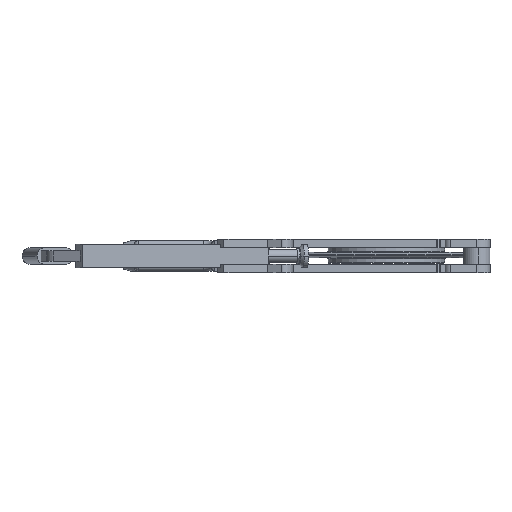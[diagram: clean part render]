
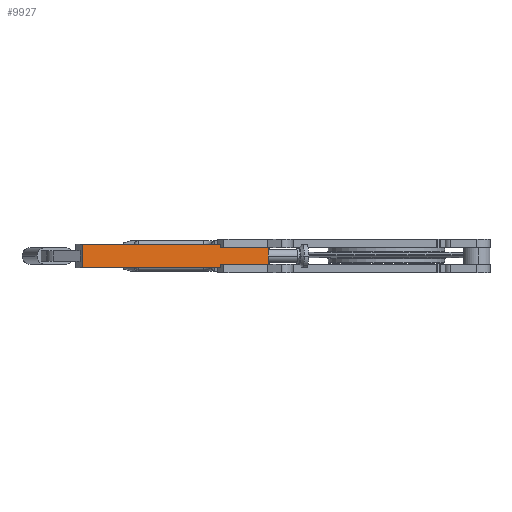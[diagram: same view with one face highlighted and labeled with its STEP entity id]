
A CAD part, left-side view. The second image highlights one B-rep face of the part: STEP entity #9927.
In plain terms, the highlighted planar face has unit normal (-0.985, -0.174, 0).
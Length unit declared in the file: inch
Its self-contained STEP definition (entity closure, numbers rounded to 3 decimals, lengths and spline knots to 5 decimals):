
#38 = DIRECTION ( 'NONE',  ( 0.174, -0.985, 0. ) ) ;
#388 = VECTOR ( 'NONE', #27117, 39.37008 ) ;
#448 = ORIENTED_EDGE ( 'NONE', *, *, #11630, .F. ) ;
#1117 = VERTEX_POINT ( 'NONE', #8715 ) ;
#1952 = ORIENTED_EDGE ( 'NONE', *, *, #4465, .T. ) ;
#2119 = VECTOR ( 'NONE', #4206, 39.37008 ) ;
#2204 = FACE_OUTER_BOUND ( 'NONE', #22224, .T. ) ;
#2312 = ORIENTED_EDGE ( 'NONE', *, *, #10606, .F. ) ;
#2430 = CARTESIAN_POINT ( 'NONE',  ( -0.61418, 0.30901, 0.12205 ) ) ;
#3723 = LINE ( 'NONE', #29974, #11427 ) ;
#4206 = DIRECTION ( 'NONE',  ( 0., 0., -1. ) ) ;
#4325 = LINE ( 'NONE', #27465, #18326 ) ;
#4453 = VERTEX_POINT ( 'NONE', #16255 ) ;
#4465 = EDGE_CURVE ( 'NONE', #4492, #24164, #17498, .T. ) ;
#4492 = VERTEX_POINT ( 'NONE', #9997 ) ;
#6010 = CARTESIAN_POINT ( 'NONE',  ( -0.9799, 2.38331, 0.17717 ) ) ;
#6383 = AXIS2_PLACEMENT_3D ( 'NONE', #9339, #21400, #21095 ) ;
#6857 = VERTEX_POINT ( 'NONE', #15008 ) ;
#7668 = CARTESIAN_POINT ( 'NONE',  ( -0.61418, 0.30901, 0.12205 ) ) ;
#8715 = CARTESIAN_POINT ( 'NONE',  ( -0.61418, 0.30901, -0.12205 ) ) ;
#9110 = ORIENTED_EDGE ( 'NONE', *, *, #16986, .T. ) ;
#9339 = CARTESIAN_POINT ( 'NONE',  ( -0.9799, 2.38331, 0.17717 ) ) ;
#9927 = ADVANCED_FACE ( 'NONE', ( #2204 ), #11528, .F. ) ;
#9997 = CARTESIAN_POINT ( 'NONE',  ( -0.61418, 0.30901, 0.12205 ) ) ;
#10049 = EDGE_CURVE ( 'NONE', #12086, #24164, #4325, .T. ) ;
#10606 = EDGE_CURVE ( 'NONE', #6857, #4453, #13210, .T. ) ;
#10880 = CARTESIAN_POINT ( 'NONE',  ( -0.9799, 2.38331, 0.17717 ) ) ;
#10958 = LINE ( 'NONE', #6010, #388 ) ;
#11027 = LINE ( 'NONE', #20893, #2119 ) ;
#11056 = EDGE_CURVE ( 'NONE', #12086, #11357, #10958, .T. ) ;
#11262 = ORIENTED_EDGE ( 'NONE', *, *, #11056, .T. ) ;
#11357 = VERTEX_POINT ( 'NONE', #13164 ) ;
#11427 = VECTOR ( 'NONE', #13170, 39.37008 ) ;
#11528 = PLANE ( 'NONE',  #6383 ) ;
#11630 = EDGE_CURVE ( 'NONE', #4492, #6857, #19102, .T. ) ;
#12086 = VERTEX_POINT ( 'NONE', #10880 ) ;
#12309 = VECTOR ( 'NONE', #20140, 39.37008 ) ;
#13164 = CARTESIAN_POINT ( 'NONE',  ( -0.9799, 2.38331, -0.17717 ) ) ;
#13170 = DIRECTION ( 'NONE',  ( -0.174, 0.985, 0. ) ) ;
#13210 = LINE ( 'NONE', #27204, #12309 ) ;
#13786 = DIRECTION ( 'NONE',  ( 0.174, -0.985, 0. ) ) ;
#15008 = CARTESIAN_POINT ( 'NONE',  ( -0.48771, -0.40828, 0.12205 ) ) ;
#15010 = CARTESIAN_POINT ( 'NONE',  ( -0.9799, 2.38331, -0.17717 ) ) ;
#16255 = CARTESIAN_POINT ( 'NONE',  ( -0.48771, -0.40828, -0.12205 ) ) ;
#16986 = EDGE_CURVE ( 'NONE', #11357, #21350, #19707, .T. ) ;
#17498 = LINE ( 'NONE', #7668, #19949 ) ;
#18326 = VECTOR ( 'NONE', #13786, 39.37008 ) ;
#19102 = LINE ( 'NONE', #2430, #21909 ) ;
#19420 = DIRECTION ( 'NONE',  ( 0.174, -0.985, 0. ) ) ;
#19707 = LINE ( 'NONE', #15010, #20322 ) ;
#19949 = VECTOR ( 'NONE', #24128, 39.37008 ) ;
#20140 = DIRECTION ( 'NONE',  ( 0., 0., -1. ) ) ;
#20322 = VECTOR ( 'NONE', #38, 39.37008 ) ;
#20893 = CARTESIAN_POINT ( 'NONE',  ( -0.61418, 0.30901, -0.12205 ) ) ;
#21039 = EDGE_CURVE ( 'NONE', #4453, #1117, #3723, .T. ) ;
#21095 = DIRECTION ( 'NONE',  ( -0.174, 0.985, 0. ) ) ;
#21232 = CARTESIAN_POINT ( 'NONE',  ( -0.61418, 0.30901, 0.17717 ) ) ;
#21350 = VERTEX_POINT ( 'NONE', #26201 ) ;
#21400 = DIRECTION ( 'NONE',  ( 0.985, 0.174, 0. ) ) ;
#21909 = VECTOR ( 'NONE', #19420, 39.37008 ) ;
#22224 = EDGE_LOOP ( 'NONE', ( #9110, #26325, #25174, #2312, #448, #1952, #24217, #11262 ) ) ;
#22644 = EDGE_CURVE ( 'NONE', #1117, #21350, #11027, .T. ) ;
#24128 = DIRECTION ( 'NONE',  ( 0., 0., 1. ) ) ;
#24164 = VERTEX_POINT ( 'NONE', #21232 ) ;
#24217 = ORIENTED_EDGE ( 'NONE', *, *, #10049, .F. ) ;
#25174 = ORIENTED_EDGE ( 'NONE', *, *, #21039, .F. ) ;
#26201 = CARTESIAN_POINT ( 'NONE',  ( -0.61418, 0.30901, -0.17717 ) ) ;
#26325 = ORIENTED_EDGE ( 'NONE', *, *, #22644, .F. ) ;
#27117 = DIRECTION ( 'NONE',  ( 0., 0., -1. ) ) ;
#27204 = CARTESIAN_POINT ( 'NONE',  ( -0.48771, -0.40828, 0.17717 ) ) ;
#27465 = CARTESIAN_POINT ( 'NONE',  ( -0.9799, 2.38331, 0.17717 ) ) ;
#29974 = CARTESIAN_POINT ( 'NONE',  ( -0.48771, -0.40828, -0.12205 ) ) ;
